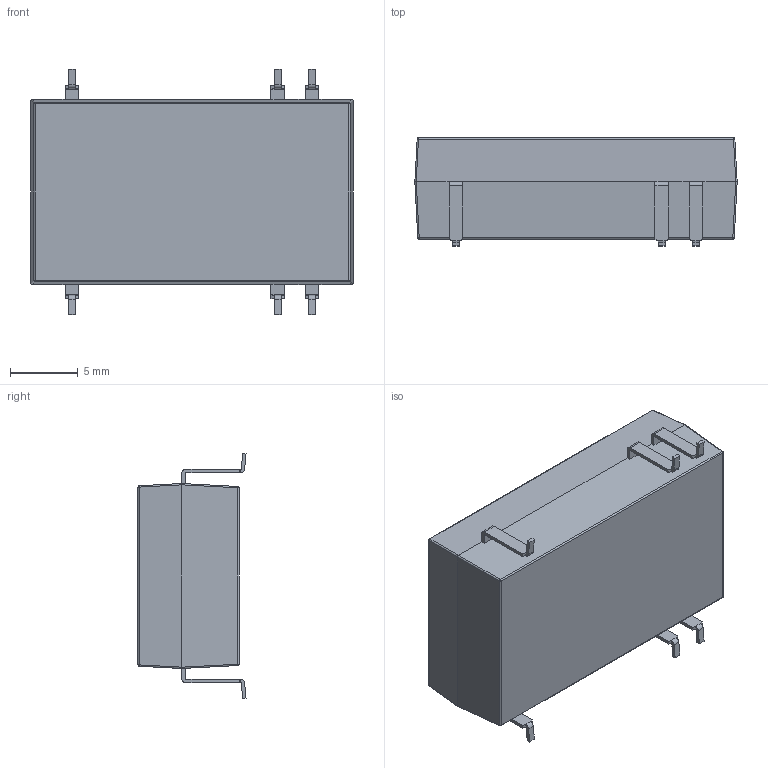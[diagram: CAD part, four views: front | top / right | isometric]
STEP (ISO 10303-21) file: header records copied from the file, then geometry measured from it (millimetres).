
FILE_DESCRIPTION (( 'STEP AP214' ), '1' );
FILE_NAME ('CUI_PQM3-D12-S5-M.step', '2017-08-14T17:26:18', ( '' ), ( '' ), 'SwSTEP 2.0', 'SolidWorks 2017', '' );
FILE_SCHEMA (( 'AUTOMOTIVE_DESIGN' ));
Length unit declared in the file: millimetre
Products named in the file (1): CUI_PQM3-D12-S5-M
Bounding box: 23.86 x 8 x 18.14 mm (x, y, z)
Volume: 2404.1 mm3; surface area: 1265.6 mm2
Topology: 1 solids, 1 shells, 139 faces, 364 edges, 228 vertices
Faces by surface type: plane 89, cylinder 42, sphere 8
Entity records: 5358 total; most frequent: CARTESIAN_POINT 744, ORIENTED_EDGE 728, DIRECTION 716, EDGE_CURVE 364, VECTOR 284, LINE 284, VERTEX_POINT 228, AXIS2_PLACEMENT_3D 216
